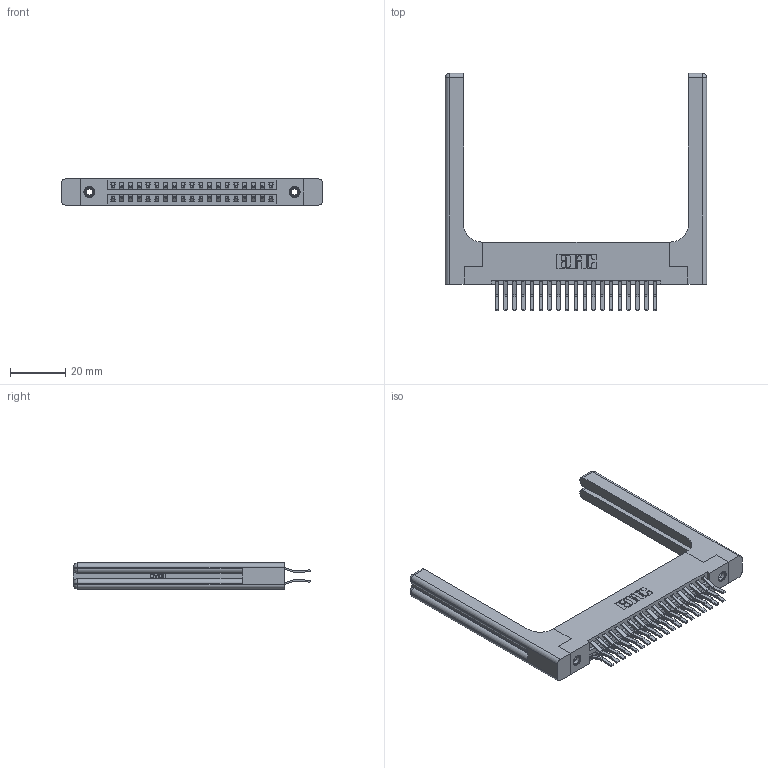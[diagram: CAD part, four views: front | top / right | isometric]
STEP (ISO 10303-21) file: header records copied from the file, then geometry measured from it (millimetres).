
FILE_DESCRIPTION (( 'STEP AP203' ), '1' );
FILE_NAME ('346-038-560-258.STEP', '2022-05-20T00:51:23', ( '' ), ( '' ), 'SwSTEP 2.0', 'SolidWorks 2020', '' );
FILE_SCHEMA (( 'CONFIG_CONTROL_DESIGN' ));
Length unit declared in the file: inch
Products named in the file (5): 346-038-560-258; 345-250-001_345-250-001-102; 346 Part_Flush Mounting Lugs - 0.156 Dia-TH; 345-292-001_560 Tail; 346-220-058_345-220-058
Assembly tree (43 placements, depth 2):
  346-038-560-258
    346 Part_Flush Mounting Lugs - 0.156 Dia-TH
    345-292-001_560 Tail  x38
    345-250-001_345-250-001-102  x2
    346-220-058_345-220-058  x2
Bounding box: 94.39 x 85.74 x 9.4 mm (x, y, z)
Volume: 16750.4 mm3; surface area: 18033.6 mm2
Topology: 43 solids, 43 shells, 2444 faces, 7149 edges, 4694 vertices
Faces by surface type: plane 1568, cylinder 816, bspline 36, cone 12, sphere 8, torus 4
Entity records: 21182 total; most frequent: CARTESIAN_POINT 4535, ORIENTED_EDGE 3264, DIRECTION 2984, EDGE_CURVE 1632, LINE 1328, VECTOR 1328, VERTEX_POINT 1078, AXIS2_PLACEMENT_3D 828
